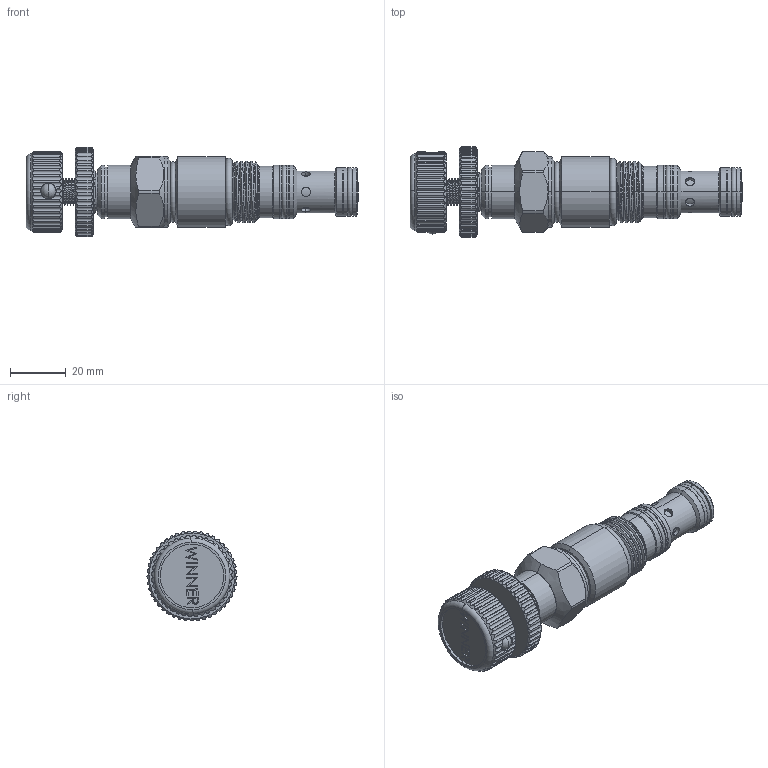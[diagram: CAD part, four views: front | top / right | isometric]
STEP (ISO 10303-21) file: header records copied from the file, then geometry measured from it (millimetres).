
FILE_DESCRIPTION (( 'STEP AP203' ), '1' );
FILE_NAME ('CA10WC3E-K.STEP', '2021-06-24T03:28:12', ( '' ), ( '' ), 'SwSTEP 2.0', 'SolidWorks 2018', '' );
FILE_SCHEMA (( 'CONFIG_CONTROL_DESIGN' ));
Length unit declared in the file: millimetre
Products named in the file (1): CA10WC3E-K
Bounding box: 118.75 x 32.2 x 32.19 mm (x, y, z)
Volume: 45634.6 mm3; surface area: 14136.7 mm2
Topology: 1 solids, 2 shells, 548 faces, 1449 edges, 944 vertices
Faces by surface type: cylinder 344, plane 115, cone 48, torus 24, bspline 14, sphere 3
Entity records: 29593 total; most frequent: CARTESIAN_POINT 16496, ORIENTED_EDGE 2894, DIRECTION 2498, EDGE_CURVE 1447, AXIS2_PLACEMENT_3D 951, VERTEX_POINT 943, VECTOR 596, LINE 596
